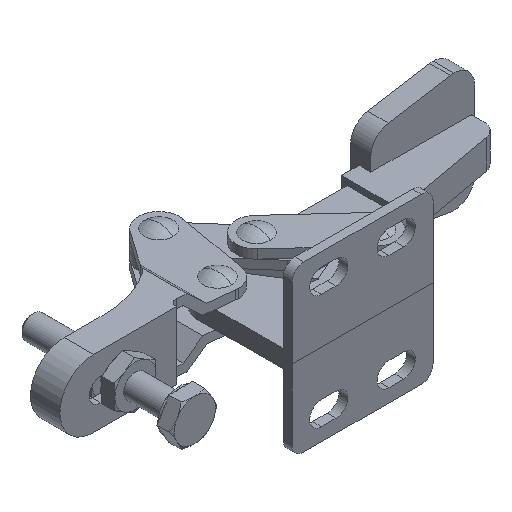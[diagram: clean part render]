
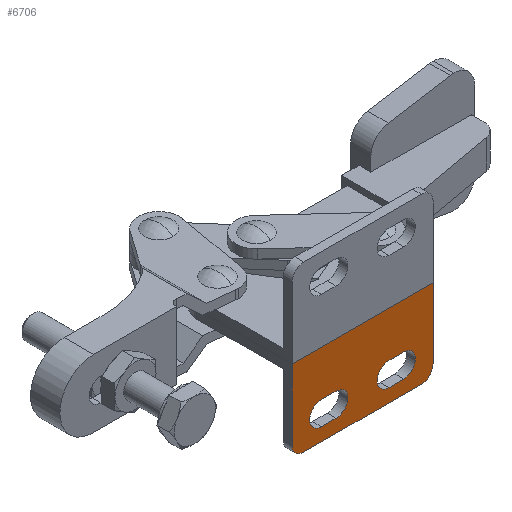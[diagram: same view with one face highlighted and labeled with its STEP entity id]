
A CAD part, isometric view. The second image highlights one B-rep face of the part: STEP entity #6706.
In plain terms, the highlighted planar face has unit normal (0, -1, 0).
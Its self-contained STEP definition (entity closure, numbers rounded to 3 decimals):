
#4 = CARTESIAN_POINT ( 'NONE',  ( -24., 0.01, -12. ) ) ;
#24 = CARTESIAN_POINT ( 'NONE',  ( -16.5, 0.01, -11.75 ) ) ;
#45 = VECTOR ( 'NONE', #4151, 1000. ) ;
#59 = ORIENTED_EDGE ( 'NONE', *, *, #2109, .F. ) ;
#67 = AXIS2_PLACEMENT_3D ( 'NONE', #9461, #5046, #683 ) ;
#155 = CARTESIAN_POINT ( 'NONE',  ( -16.5, 0.01, -11.75 ) ) ;
#171 = CARTESIAN_POINT ( 'NONE',  ( -22., 0.01, -14. ) ) ;
#299 = EDGE_CURVE ( 'NONE', #1658, #8051, #4061, .T. ) ;
#354 = CARTESIAN_POINT ( 'NONE',  ( -3., 0.01, -9.75 ) ) ;
#455 = ORIENTED_EDGE ( 'NONE', *, *, #8432, .F. ) ;
#647 = DIRECTION ( 'NONE',  ( 1., 0., 0. ) ) ;
#660 = CARTESIAN_POINT ( 'NONE',  ( -16.5, 0.01, -7.75 ) ) ;
#674 = DIRECTION ( 'NONE',  ( 0., -1., 0. ) ) ;
#683 = DIRECTION ( 'NONE',  ( 1., 0., 0. ) ) ;
#751 = VERTEX_POINT ( 'NONE', #171 ) ;
#799 = VERTEX_POINT ( 'NONE', #2300 ) ;
#859 = DIRECTION ( 'NONE',  ( 0., -1., 0. ) ) ;
#982 = PLANE ( 'NONE',  #8031 ) ;
#1181 = CARTESIAN_POINT ( 'NONE',  ( -7.5, 0.01, -7.75 ) ) ;
#1185 = DIRECTION ( 'NONE',  ( 1., 0., 0. ) ) ;
#1270 = DIRECTION ( 'NONE',  ( -1., 0., 0. ) ) ;
#1301 = EDGE_CURVE ( 'NONE', #9399, #2382, #1537, .T. ) ;
#1478 = AXIS2_PLACEMENT_3D ( 'NONE', #5779, #4322, #4229 ) ;
#1537 = LINE ( 'NONE', #1718, #7113 ) ;
#1555 = VECTOR ( 'NONE', #8151, 1000. ) ;
#1651 = CARTESIAN_POINT ( 'NONE',  ( -19., 0.01, -9.75 ) ) ;
#1658 = VERTEX_POINT ( 'NONE', #24 ) ;
#1708 = VECTOR ( 'NONE', #2933, 1000. ) ;
#1718 = CARTESIAN_POINT ( 'NONE',  ( 0., 0.01, 0. ) ) ;
#1748 = CARTESIAN_POINT ( 'NONE',  ( -2., 0.01, -12. ) ) ;
#1788 = EDGE_CURVE ( 'NONE', #2106, #7936, #4275, .T. ) ;
#1862 = CARTESIAN_POINT ( 'NONE',  ( -5., 0.01, -9.75 ) ) ;
#1872 = AXIS2_PLACEMENT_3D ( 'NONE', #4942, #5363, #647 ) ;
#1889 = VERTEX_POINT ( 'NONE', #7013 ) ;
#1928 = LINE ( 'NONE', #4, #1708 ) ;
#1986 = ORIENTED_EDGE ( 'NONE', *, *, #9446, .F. ) ;
#2106 = VERTEX_POINT ( 'NONE', #5690 ) ;
#2109 = EDGE_CURVE ( 'NONE', #6415, #4233, #3256, .T. ) ;
#2182 = ORIENTED_EDGE ( 'NONE', *, *, #1788, .F. ) ;
#2214 = ORIENTED_EDGE ( 'NONE', *, *, #5935, .F. ) ;
#2300 = CARTESIAN_POINT ( 'NONE',  ( -24., 0.01, 0. ) ) ;
#2353 = ORIENTED_EDGE ( 'NONE', *, *, #1301, .F. ) ;
#2382 = VERTEX_POINT ( 'NONE', #6372 ) ;
#2402 = DIRECTION ( 'NONE',  ( 1., 0., 0. ) ) ;
#2489 = CARTESIAN_POINT ( 'NONE',  ( -5., 0.01, -11.75 ) ) ;
#2559 = CARTESIAN_POINT ( 'NONE',  ( -19., 0.01, -11.75 ) ) ;
#2581 = CIRCLE ( 'NONE', #1478, 2. ) ;
#2606 = DIRECTION ( 'NONE',  ( 1., 0., 0. ) ) ;
#2647 = DIRECTION ( 'NONE',  ( -1., 0., 0. ) ) ;
#2670 = ORIENTED_EDGE ( 'NONE', *, *, #7172, .F. ) ;
#2814 = CARTESIAN_POINT ( 'NONE',  ( -19., 0.01, -7.75 ) ) ;
#2835 = CARTESIAN_POINT ( 'NONE',  ( -7.5, 0.01, -7.75 ) ) ;
#2933 = DIRECTION ( 'NONE',  ( 0., 0., 1. ) ) ;
#3128 = AXIS2_PLACEMENT_3D ( 'NONE', #5233, #859, #5960 ) ;
#3135 = EDGE_CURVE ( 'NONE', #8340, #9184, #5417, .T. ) ;
#3168 = CIRCLE ( 'NONE', #4077, 2. ) ;
#3191 = ORIENTED_EDGE ( 'NONE', *, *, #8803, .F. ) ;
#3251 = ORIENTED_EDGE ( 'NONE', *, *, #6931, .F. ) ;
#3256 = LINE ( 'NONE', #7091, #4041 ) ;
#3278 = ORIENTED_EDGE ( 'NONE', *, *, #4919, .F. ) ;
#3283 = LINE ( 'NONE', #2489, #5427 ) ;
#3361 = CARTESIAN_POINT ( 'NONE',  ( -5., 0.01, -7.75 ) ) ;
#3441 = EDGE_CURVE ( 'NONE', #751, #1889, #2581, .T. ) ;
#3491 = CIRCLE ( 'NONE', #3721, 2. ) ;
#3555 = VECTOR ( 'NONE', #1185, 1000. ) ;
#3721 = AXIS2_PLACEMENT_3D ( 'NONE', #5035, #674, #5767 ) ;
#3828 = DIRECTION ( 'NONE',  ( 1., 0., 0. ) ) ;
#3877 = EDGE_LOOP ( 'NONE', ( #6121, #7566, #3278, #455, #2353, #2214 ) ) ;
#3890 = CIRCLE ( 'NONE', #67, 2. ) ;
#4041 = VECTOR ( 'NONE', #2647, 1000. ) ;
#4061 = CIRCLE ( 'NONE', #7849, 2. ) ;
#4077 = AXIS2_PLACEMENT_3D ( 'NONE', #1862, #6949, #2606 ) ;
#4151 = DIRECTION ( 'NONE',  ( -1., 0., 0. ) ) ;
#4229 = DIRECTION ( 'NONE',  ( 1., 0., 0. ) ) ;
#4233 = VERTEX_POINT ( 'NONE', #2814 ) ;
#4275 = CIRCLE ( 'NONE', #1872, 2. ) ;
#4322 = DIRECTION ( 'NONE',  ( 0., 1., 0. ) ) ;
#4349 = ORIENTED_EDGE ( 'NONE', *, *, #8214, .F. ) ;
#4410 = ORIENTED_EDGE ( 'NONE', *, *, #7612, .F. ) ;
#4513 = CARTESIAN_POINT ( 'NONE',  ( -16.5, 0.01, -9.75 ) ) ;
#4689 = CARTESIAN_POINT ( 'NONE',  ( -2., 0.01, -14. ) ) ;
#4769 = EDGE_LOOP ( 'NONE', ( #59, #3191, #7736, #3251, #4349 ) ) ;
#4775 = DIRECTION ( 'NONE',  ( 0., 0., -1. ) ) ;
#4795 = CIRCLE ( 'NONE', #8923, 2. ) ;
#4919 = EDGE_CURVE ( 'NONE', #9478, #751, #7800, .T. ) ;
#4942 = CARTESIAN_POINT ( 'NONE',  ( -5., 0.01, -9.75 ) ) ;
#5035 = CARTESIAN_POINT ( 'NONE',  ( -7.5, 0.01, -9.75 ) ) ;
#5046 = DIRECTION ( 'NONE',  ( 0., 1., 0. ) ) ;
#5140 = VERTEX_POINT ( 'NONE', #5830 ) ;
#5233 = CARTESIAN_POINT ( 'NONE',  ( -16.5, 0.01, -9.75 ) ) ;
#5315 = CARTESIAN_POINT ( 'NONE',  ( 0., 0.01, 0. ) ) ;
#5363 = DIRECTION ( 'NONE',  ( 0., -1., 0. ) ) ;
#5417 = LINE ( 'NONE', #1181, #7114 ) ;
#5427 = VECTOR ( 'NONE', #7599, 1000. ) ;
#5442 = FACE_OUTER_BOUND ( 'NONE', #3877, .T. ) ;
#5690 = CARTESIAN_POINT ( 'NONE',  ( -5., 0.01, -11.75 ) ) ;
#5767 = DIRECTION ( 'NONE',  ( 1., 0., 0. ) ) ;
#5779 = CARTESIAN_POINT ( 'NONE',  ( -22., 0.01, -12. ) ) ;
#5830 = CARTESIAN_POINT ( 'NONE',  ( -7.5, 0.01, -11.75 ) ) ;
#5839 = DIRECTION ( 'NONE',  ( 1., 0., 0. ) ) ;
#5935 = EDGE_CURVE ( 'NONE', #799, #9399, #9158, .T. ) ;
#5960 = DIRECTION ( 'NONE',  ( 1., 0., 0. ) ) ;
#6121 = ORIENTED_EDGE ( 'NONE', *, *, #8470, .F. ) ;
#6372 = CARTESIAN_POINT ( 'NONE',  ( 0., 0.01, -12. ) ) ;
#6415 = VERTEX_POINT ( 'NONE', #660 ) ;
#6706 = ADVANCED_FACE ( 'NONE', ( #7391, #7142, #5442 ), #982, .T. ) ;
#6740 = DIRECTION ( 'NONE',  ( 0., -1., 0. ) ) ;
#6839 = DIRECTION ( 'NONE',  ( 0., -1., 0. ) ) ;
#6931 = EDGE_CURVE ( 'NONE', #7969, #1658, #7382, .T. ) ;
#6949 = DIRECTION ( 'NONE',  ( 0., -1., 0. ) ) ;
#7013 = CARTESIAN_POINT ( 'NONE',  ( -24., 0.01, -12. ) ) ;
#7052 = CARTESIAN_POINT ( 'NONE',  ( -24., 0.01, 0. ) ) ;
#7091 = CARTESIAN_POINT ( 'NONE',  ( -19., 0.01, -7.75 ) ) ;
#7113 = VECTOR ( 'NONE', #4775, 1000. ) ;
#7114 = VECTOR ( 'NONE', #1270, 1000. ) ;
#7142 = FACE_BOUND ( 'NONE', #4769, .T. ) ;
#7172 = EDGE_CURVE ( 'NONE', #7936, #8340, #3168, .T. ) ;
#7382 = LINE ( 'NONE', #155, #1555 ) ;
#7391 = FACE_BOUND ( 'NONE', #9013, .T. ) ;
#7566 = ORIENTED_EDGE ( 'NONE', *, *, #3441, .F. ) ;
#7599 = DIRECTION ( 'NONE',  ( 1., 0., 0. ) ) ;
#7612 = EDGE_CURVE ( 'NONE', #9184, #5140, #3491, .T. ) ;
#7736 = ORIENTED_EDGE ( 'NONE', *, *, #299, .F. ) ;
#7800 = LINE ( 'NONE', #8525, #45 ) ;
#7849 = AXIS2_PLACEMENT_3D ( 'NONE', #4513, #8589, #3828 ) ;
#7936 = VERTEX_POINT ( 'NONE', #354 ) ;
#7969 = VERTEX_POINT ( 'NONE', #2559 ) ;
#8031 = AXIS2_PLACEMENT_3D ( 'NONE', #1748, #6839, #5839 ) ;
#8051 = VERTEX_POINT ( 'NONE', #8481 ) ;
#8151 = DIRECTION ( 'NONE',  ( 1., 0., 0. ) ) ;
#8168 = ORIENTED_EDGE ( 'NONE', *, *, #3135, .F. ) ;
#8214 = EDGE_CURVE ( 'NONE', #4233, #7969, #4795, .T. ) ;
#8340 = VERTEX_POINT ( 'NONE', #3361 ) ;
#8432 = EDGE_CURVE ( 'NONE', #2382, #9478, #3890, .T. ) ;
#8470 = EDGE_CURVE ( 'NONE', #1889, #799, #1928, .T. ) ;
#8481 = CARTESIAN_POINT ( 'NONE',  ( -14.5, 0.01, -9.75 ) ) ;
#8525 = CARTESIAN_POINT ( 'NONE',  ( -2., 0.01, -14. ) ) ;
#8532 = CIRCLE ( 'NONE', #3128, 2. ) ;
#8589 = DIRECTION ( 'NONE',  ( 0., -1., 0. ) ) ;
#8803 = EDGE_CURVE ( 'NONE', #8051, #6415, #8532, .T. ) ;
#8923 = AXIS2_PLACEMENT_3D ( 'NONE', #1651, #6740, #2402 ) ;
#9013 = EDGE_LOOP ( 'NONE', ( #8168, #2670, #2182, #1986, #4410 ) ) ;
#9158 = LINE ( 'NONE', #7052, #3555 ) ;
#9184 = VERTEX_POINT ( 'NONE', #2835 ) ;
#9399 = VERTEX_POINT ( 'NONE', #5315 ) ;
#9446 = EDGE_CURVE ( 'NONE', #5140, #2106, #3283, .T. ) ;
#9461 = CARTESIAN_POINT ( 'NONE',  ( -2., 0.01, -12. ) ) ;
#9478 = VERTEX_POINT ( 'NONE', #4689 ) ;
